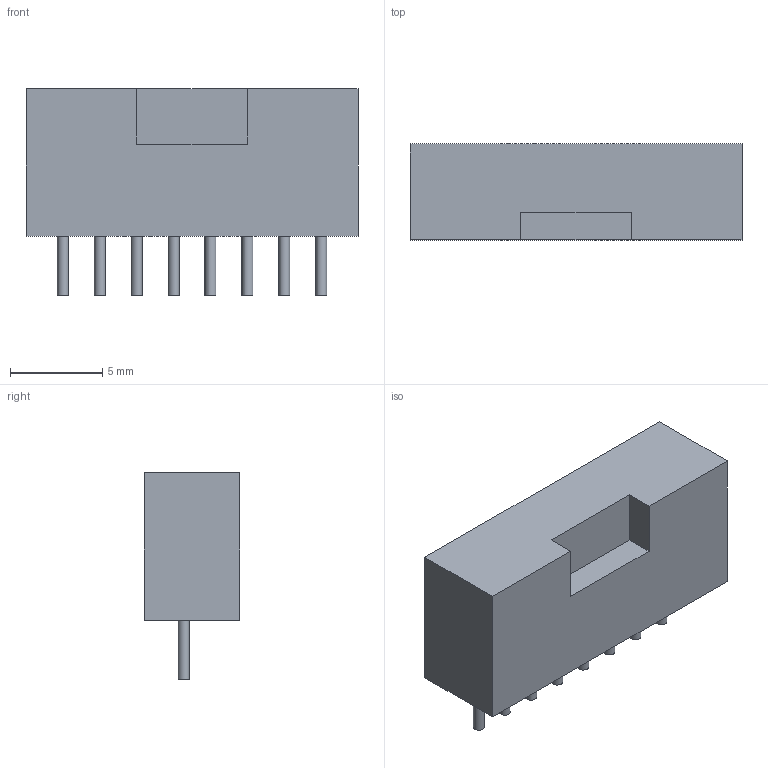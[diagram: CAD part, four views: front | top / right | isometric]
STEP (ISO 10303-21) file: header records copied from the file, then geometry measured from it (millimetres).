
FILE_DESCRIPTION(('FreeCAD Model'),'2;1');
FILE_NAME('Open CASCADE Shape Model','2023-06-07T13:56:47',(''),(''), 'Open CASCADE STEP processor 7.6','FreeCAD','Unknown');
FILE_SCHEMA(('AUTOMOTIVE_DESIGN { 1 0 10303 214 1 1 1 1 }'));
Length unit declared in the file: millimetre
Products named in the file (1): Body
Bounding box: 18 x 5.2 x 11.2 mm (x, y, z)
Volume: 729 mm3; surface area: 615.7 mm2
Topology: 1 solids, 1 shells, 26 faces, 48 edges, 32 vertices
Faces by surface type: plane 18, cylinder 8
Full cylindrical faces by diameter (mm): 0.6 x8
Entity records: 1294 total; most frequent: DIRECTION 214, CARTESIAN_POINT 203, LINE 112, VECTOR 112, ORIENTED_EDGE 96, PCURVE 96, DEFINITIONAL_REPRESENTATION 96, EDGE_CURVE 48
